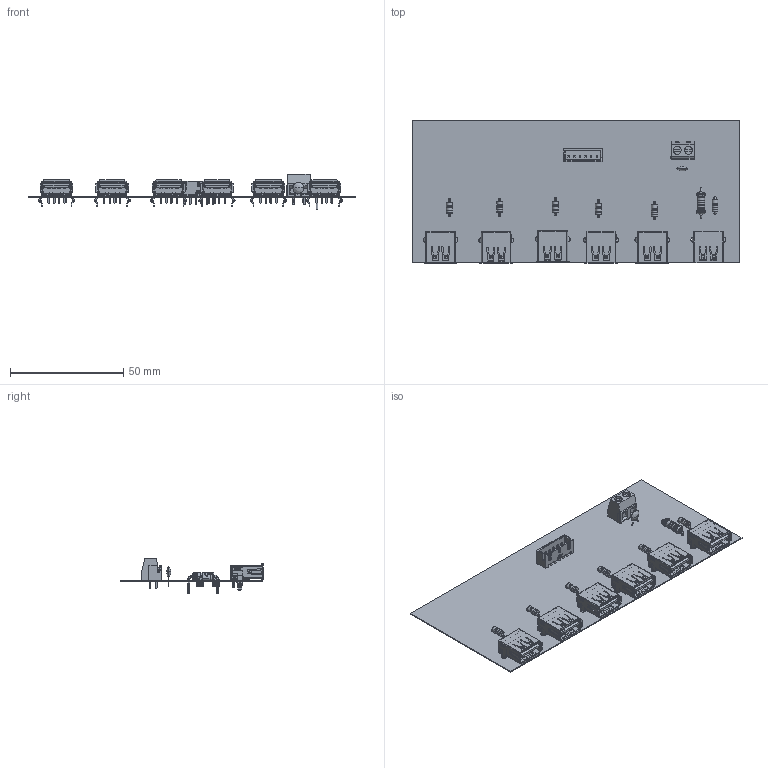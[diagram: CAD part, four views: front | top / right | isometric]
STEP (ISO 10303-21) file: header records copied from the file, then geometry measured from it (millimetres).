
FILE_DESCRIPTION(('Open CASCADE Model'),'2;1');
FILE_NAME('Open CASCADE Shape Model','2023-06-16T22:36:26',('Author'),( 'Open CASCADE'),'Open CASCADE STEP processor 7.5','Open CASCADE 7.5' ,'Unknown');
FILE_SCHEMA(('AUTOMOTIVE_DESIGN { 1 0 10303 214 1 1 1 1 }'));
Length unit declared in the file: millimetre
Products named in the file (31): PCB; Board; Open CASCADE STEP translator 7.5 1.1.1; D3; User Library-1N4007 x7mm; R1; User Library-Res50-Axial 0_5W-1_5M; P1; c-282836-2-h-3d; J7; Conn_JST_B6B-XH-A_LF_SN_eec; Package; Pins; Logo; J6; 61400416021; 61400416021_Insulator; 61400416021_Contact Plating; 61400416021_Shielding; J5; J4; J3; J2; J1; D6; D5; D4; D2; D1; C1; User Library-Ceramic Capacitor 5x3_75mm
Assembly tree (43 placements, depth 4):
  PCB
    Board
      Open CASCADE STEP translator 7.5 1.1.1
    D3
      User Library-1N4007 x7mm
    R1
      User Library-Res50-Axial 0_5W-1_5M
    P1
      c-282836-2-h-3d
    J7
      Conn_JST_B6B-XH-A_LF_SN_eec
        Package
        Pins
        Logo
    J6
      61400416021
        61400416021_Insulator
        61400416021_Contact Plating  x4
        61400416021_Shielding
    J5
      61400416021
        61400416021_Insulator
        61400416021_Contact Plating  x4
        61400416021_Shielding
    J4
      61400416021
        61400416021_Insulator
        61400416021_Contact Plating  x4
        61400416021_Shielding
    J3
      61400416021
        61400416021_Insulator
        61400416021_Contact Plating  x4
        61400416021_Shielding
    J2
      61400416021
        61400416021_Insulator
        61400416021_Contact Plating  x4
        61400416021_Shielding
    J1
      61400416021
        61400416021_Insulator
        61400416021_Contact Plating  x4
        61400416021_Shielding
    D6
      User Library-1N4007 x7mm
    D5
      User Library-1N4007 x7mm
    D4
      User Library-1N4007 x7mm
    D2
      User Library-1N4007 x7mm
    D1
      User Library-1N4007 x7mm
    C1
      User Library-Ceramic Capacitor 5x3_75mm
Bounding box: 144.78 x 63.26 x 15.6 mm (x, y, z)
Volume: 8370.9 mm3; surface area: 33364.1 mm2
Topology: 56 solids, 56 shells, 5944 faces, 16250 edges, 10424 vertices
Faces by surface type: plane 3408, cylinder 2046, bspline 310, torus 102, sphere 74, revolution 4
Full cylindrical faces by diameter (mm): 0.7 x2, 0.8 x2, 0.9 x6, 0.92 x24, 1 x12, 1.1 x2, 2.3 x12
Entity records: 63404 total; most frequent: CARTESIAN_POINT 18405, ORIENTED_EDGE 8052, DIRECTION 8006, EDGE_CURVE 4026, AXIS2_PLACEMENT_3D 2766, VERTEX_POINT 2499, LINE 2470, VECTOR 2470
